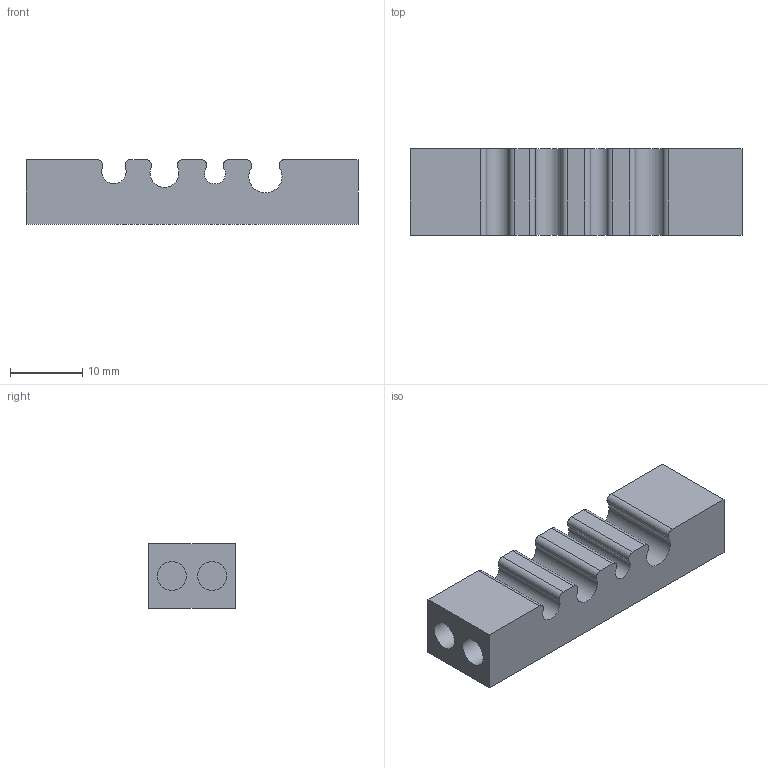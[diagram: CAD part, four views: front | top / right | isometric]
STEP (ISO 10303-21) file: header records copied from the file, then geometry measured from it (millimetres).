
FILE_DESCRIPTION(('FreeCAD Model'),'2;1');
FILE_NAME('Open CASCADE Shape Model','2025-03-17T12:41:18',(''),(''), 'Open CASCADE STEP processor 7.8','FreeCAD','Unknown');
FILE_SCHEMA(('AUTOMOTIVE_DESIGN { 1 0 10303 214 1 1 1 1 }'));
Length unit declared in the file: millimetre
Products named in the file (1): Wires-2xUSB-HDMI-2xFan
Bounding box: 46 x 12 x 9 mm (x, y, z)
Volume: 4241.3 mm3; surface area: 2459.1 mm2
Topology: 1 solids, 1 shells, 26 faces, 66 edges, 44 vertices
Faces by surface type: cylinder 14, plane 12
Full cylindrical faces by diameter (mm): 4 x2
Entity records: 820 total; most frequent: DIRECTION 148, CARTESIAN_POINT 137, ORIENTED_EDGE 132, EDGE_CURVE 66, AXIS2_PLACEMENT_3D 55, VERTEX_POINT 44, LINE 38, VECTOR 38
